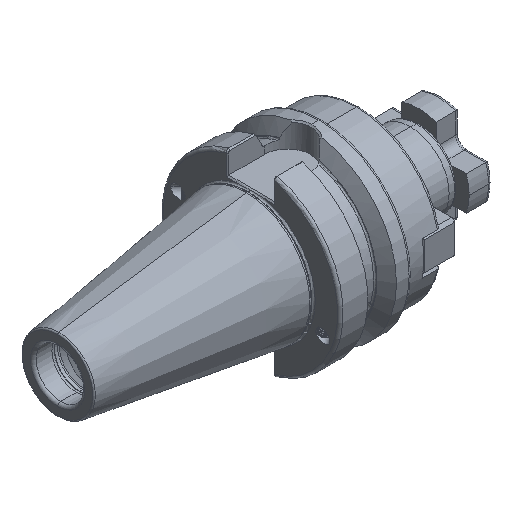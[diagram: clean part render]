
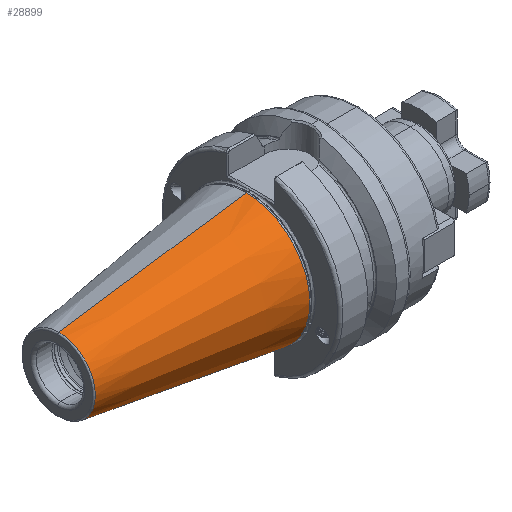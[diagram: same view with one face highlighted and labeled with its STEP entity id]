
A CAD part, isometric view. The second image highlights one B-rep face of the part: STEP entity #28899.
In plain terms, the highlighted conical face has half-angle 8.297 degrees and reference radius 22.298 mm.
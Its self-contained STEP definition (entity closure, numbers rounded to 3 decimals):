
#59 = CARTESIAN_POINT ( 'NONE',  ( -1.5, 0., 22.298 ) ) ;
#66 = DIRECTION ( 'NONE',  ( 0.99, 0., 0.144 ) ) ;
#3161 = AXIS2_PLACEMENT_3D ( 'NONE', #32408, #32409, #32410 ) ;
#5400 = CARTESIAN_POINT ( 'NONE',  ( -1.5, 0., 22.298 ) ) ;
#5453 = CARTESIAN_POINT ( 'NONE',  ( -66.972, 0., -12.75 ) ) ;
#5471 = CARTESIAN_POINT ( 'NONE',  ( -66.972, 0., 12.75 ) ) ;
#5540 = CARTESIAN_POINT ( 'NONE',  ( -1.5, 0., -22.298 ) ) ;
#6496 = CIRCLE ( 'NONE', #30048, 12.75 ) ;
#6506 = CIRCLE ( 'NONE', #30066, 22.298 ) ;
#16015 = CARTESIAN_POINT ( 'NONE',  ( -1.5, 0., 0. ) ) ;
#16016 = DIRECTION ( 'NONE',  ( 1., 0., 0. ) ) ;
#16022 = DIRECTION ( 'NONE',  ( 0., 0., -1. ) ) ;
#19326 = EDGE_LOOP ( 'NONE', ( #24598, #24620, #24603, #24582 ) ) ;
#19805 = VERTEX_POINT ( 'NONE', #5400 ) ;
#19855 = VERTEX_POINT ( 'NONE', #5471 ) ;
#19886 = VERTEX_POINT ( 'NONE', #5453 ) ;
#19903 = VERTEX_POINT ( 'NONE', #5540 ) ;
#24582 = ORIENTED_EDGE ( 'NONE', *, *, #31203, .F. ) ;
#24598 = ORIENTED_EDGE ( 'NONE', *, *, #30791, .F. ) ;
#24603 = ORIENTED_EDGE ( 'NONE', *, *, #30898, .T. ) ;
#24620 = ORIENTED_EDGE ( 'NONE', *, *, #31198, .T. ) ;
#26230 = FACE_OUTER_BOUND ( 'NONE', #19326, .T. ) ;
#26232 = CONICAL_SURFACE ( 'NONE', #3161, 22.298, 0.145 ) ;
#26886 = DIRECTION ( 'NONE',  ( 0., 0., -1. ) ) ;
#26896 = CARTESIAN_POINT ( 'NONE',  ( -66.972, 0., 0. ) ) ;
#26913 = DIRECTION ( 'NONE',  ( 1., 0., 0. ) ) ;
#27928 = LINE ( 'NONE', #59, #27969 ) ;
#27969 = VECTOR ( 'NONE', #66, 1000. ) ;
#28031 = VECTOR ( 'NONE', #32976, 1000. ) ;
#28048 = LINE ( 'NONE', #33006, #28031 ) ;
#28899 = ADVANCED_FACE ( 'NONE', ( #26230 ), #26232, .T. ) ;
#30048 = AXIS2_PLACEMENT_3D ( 'NONE', #26896, #26913, #26886 ) ;
#30066 = AXIS2_PLACEMENT_3D ( 'NONE', #16015, #16016, #16022 ) ;
#30791 = EDGE_CURVE ( 'NONE', #19855, #19805, #27928, .T. ) ;
#30898 = EDGE_CURVE ( 'NONE', #19886, #19903, #28048, .T. ) ;
#31198 = EDGE_CURVE ( 'NONE', #19855, #19886, #6496, .T. ) ;
#31203 = EDGE_CURVE ( 'NONE', #19805, #19903, #6506, .T. ) ;
#32408 = CARTESIAN_POINT ( 'NONE',  ( -1.5, 0., 0. ) ) ;
#32409 = DIRECTION ( 'NONE',  ( 1., 0., 0. ) ) ;
#32410 = DIRECTION ( 'NONE',  ( 0., 0., -1. ) ) ;
#32976 = DIRECTION ( 'NONE',  ( 0.99, 0., -0.144 ) ) ;
#33006 = CARTESIAN_POINT ( 'NONE',  ( -1.5, 0., -22.298 ) ) ;
